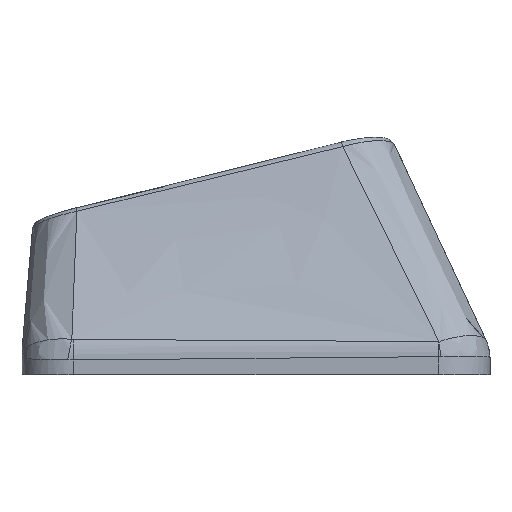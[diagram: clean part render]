
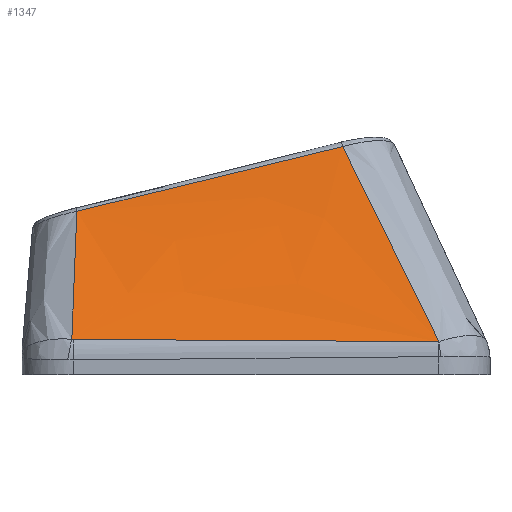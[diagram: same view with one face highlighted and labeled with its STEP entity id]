
A CAD part, left-side view. The second image highlights one B-rep face of the part: STEP entity #1347.
In plain terms, the highlighted free-form (B-spline) face has degree [3, 3] with [4, 4] control points.
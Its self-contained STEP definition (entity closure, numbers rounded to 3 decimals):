
#228=FACE_OUTER_BOUND('',#308,.T.);
#308=EDGE_LOOP('',(#948,#949,#950,#951,#952,#953));
#402=B_SPLINE_CURVE_WITH_KNOTS('',3,(#2109,#2110,#2111,#2112),
 .UNSPECIFIED.,.F.,.F.,(4,4),(0.,0.002),
 .UNSPECIFIED.);
#404=B_SPLINE_CURVE_WITH_KNOTS('',3,(#2136,#2137,#2138,#2139),
 .UNSPECIFIED.,.F.,.F.,(4,4),(0.,1.416),.UNSPECIFIED.);
#406=B_SPLINE_CURVE_WITH_KNOTS('',3,(#2163,#2164,#2165,#2166),
 .UNSPECIFIED.,.F.,.F.,(4,4),(0.,0.006),
 .UNSPECIFIED.);
#421=B_SPLINE_CURVE_WITH_KNOTS('',3,(#2448,#2449,#2450,#2451),
 .UNSPECIFIED.,.F.,.F.,(4,4),(0.026,0.928),
 .UNSPECIFIED.);
#422=B_SPLINE_CURVE_WITH_KNOTS('',3,(#2453,#2454,#2455,#2456),
 .UNSPECIFIED.,.F.,.F.,(4,4),(-1.061,0.),
 .UNSPECIFIED.);
#423=B_SPLINE_CURVE_WITH_KNOTS('',3,(#2457,#2458,#2459,#2460),
 .UNSPECIFIED.,.F.,.F.,(4,4),(-0.608,-0.02),
 .UNSPECIFIED.);
#525=VERTEX_POINT('',#2071);
#527=VERTEX_POINT('',#2102);
#529=VERTEX_POINT('',#2129);
#531=VERTEX_POINT('',#2156);
#547=VERTEX_POINT('',#2447);
#548=VERTEX_POINT('',#2452);
#677=EDGE_CURVE('',#525,#527,#402,.T.);
#680=EDGE_CURVE('',#527,#529,#404,.T.);
#683=EDGE_CURVE('',#529,#531,#406,.T.);
#707=EDGE_CURVE('',#547,#525,#421,.T.);
#708=EDGE_CURVE('',#548,#547,#422,.T.);
#709=EDGE_CURVE('',#531,#548,#423,.T.);
#948=ORIENTED_EDGE('',*,*,#683,.F.);
#949=ORIENTED_EDGE('',*,*,#680,.F.);
#950=ORIENTED_EDGE('',*,*,#677,.F.);
#951=ORIENTED_EDGE('',*,*,#707,.F.);
#952=ORIENTED_EDGE('',*,*,#708,.F.);
#953=ORIENTED_EDGE('',*,*,#709,.F.);
#1299=B_SPLINE_SURFACE_WITH_KNOTS('',3,3,((#2431,#2432,#2433,#2434),(#2435,
#2436,#2437,#2438),(#2439,#2440,#2441,#2442),(#2443,#2444,#2445,#2446)),
 .UNSPECIFIED.,.F.,.F.,.F.,(4,4),(4,4),(0.102,0.893),
(0.028,0.966),.UNSPECIFIED.);
#1347=ADVANCED_FACE('',(#228),#1299,.T.);
#2071=CARTESIAN_POINT('',(-16.107,-7.099,0.279));
#2102=CARTESIAN_POINT('',(-16.107,-7.077,0.278));
#2109=CARTESIAN_POINT('Ctrl Pts',(-16.107,-7.099,0.279));
#2110=CARTESIAN_POINT('Ctrl Pts',(-16.107,-7.092,0.278));
#2111=CARTESIAN_POINT('Ctrl Pts',(-16.107,-7.084,0.278));
#2112=CARTESIAN_POINT('Ctrl Pts',(-16.107,-7.077,0.278));
#2129=CARTESIAN_POINT('',(-15.993,7.091,0.367));
#2136=CARTESIAN_POINT('Ctrl Pts',(-16.107,-7.077,0.278));
#2137=CARTESIAN_POINT('Ctrl Pts',(-16.084,-2.355,0.302));
#2138=CARTESIAN_POINT('Ctrl Pts',(-16.054,2.367,0.331));
#2139=CARTESIAN_POINT('Ctrl Pts',(-15.993,7.091,0.367));
#2156=CARTESIAN_POINT('',(-15.989,7.148,0.372));
#2163=CARTESIAN_POINT('Ctrl Pts',(-15.993,7.091,0.367));
#2164=CARTESIAN_POINT('Ctrl Pts',(-15.992,7.11,0.367));
#2165=CARTESIAN_POINT('Ctrl Pts',(-15.991,7.129,0.369));
#2166=CARTESIAN_POINT('Ctrl Pts',(-15.989,7.148,0.372));
#2431=CARTESIAN_POINT('Ctrl Pts',(-12.874,-3.779,7.948));
#2432=CARTESIAN_POINT('Ctrl Pts',(-13.952,-4.886,5.392));
#2433=CARTESIAN_POINT('Ctrl Pts',(-15.029,-5.993,2.835));
#2434=CARTESIAN_POINT('Ctrl Pts',(-16.107,-7.1,0.278));
#2435=CARTESIAN_POINT('Ctrl Pts',(-12.874,-0.128,7.064));
#2436=CARTESIAN_POINT('Ctrl Pts',(-13.952,-0.869,
4.792));
#2437=CARTESIAN_POINT('Ctrl Pts',(-15.029,-1.61,2.52));
#2438=CARTESIAN_POINT('Ctrl Pts',(-16.107,-2.351,0.247));
#2439=CARTESIAN_POINT('Ctrl Pts',(-12.874,3.523,6.18));
#2440=CARTESIAN_POINT('Ctrl Pts',(-13.952,3.148,4.192));
#2441=CARTESIAN_POINT('Ctrl Pts',(-15.029,2.773,2.204));
#2442=CARTESIAN_POINT('Ctrl Pts',(-16.107,2.398,0.216));
#2443=CARTESIAN_POINT('Ctrl Pts',(-12.874,7.173,5.296));
#2444=CARTESIAN_POINT('Ctrl Pts',(-13.952,7.165,3.593));
#2445=CARTESIAN_POINT('Ctrl Pts',(-15.029,7.156,1.889));
#2446=CARTESIAN_POINT('Ctrl Pts',(-16.107,7.147,0.185));
#2447=CARTESIAN_POINT('',(-12.874,-3.36,7.847));
#2448=CARTESIAN_POINT('Ctrl Pts',(-12.874,-3.36,7.847));
#2449=CARTESIAN_POINT('Ctrl Pts',(-13.966,-4.617,5.333));
#2450=CARTESIAN_POINT('Ctrl Pts',(-15.04,-5.861,2.809));
#2451=CARTESIAN_POINT('Ctrl Pts',(-16.107,-7.099,0.279));
#2452=CARTESIAN_POINT('',(-12.883,6.951,5.337));
#2453=CARTESIAN_POINT('Ctrl Pts',(-12.883,6.951,5.337));
#2454=CARTESIAN_POINT('Ctrl Pts',(-12.882,3.513,6.168));
#2455=CARTESIAN_POINT('Ctrl Pts',(-12.878,0.076,
7.006));
#2456=CARTESIAN_POINT('Ctrl Pts',(-12.874,-3.36,7.847));
#2457=CARTESIAN_POINT('Ctrl Pts',(-15.989,7.148,0.372));
#2458=CARTESIAN_POINT('Ctrl Pts',(-14.945,7.067,2.024));
#2459=CARTESIAN_POINT('Ctrl Pts',(-13.91,6.998,3.679));
#2460=CARTESIAN_POINT('Ctrl Pts',(-12.883,6.951,5.337));
